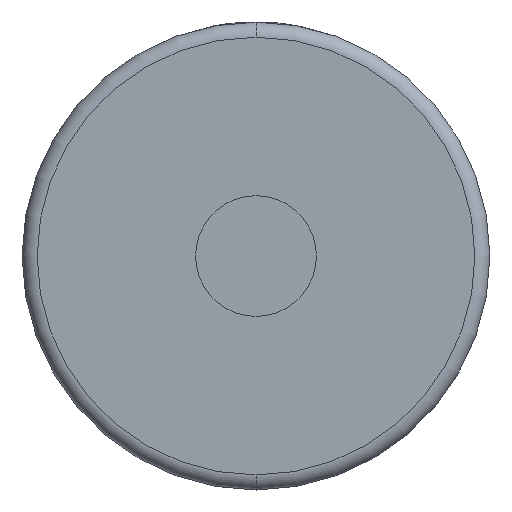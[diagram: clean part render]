
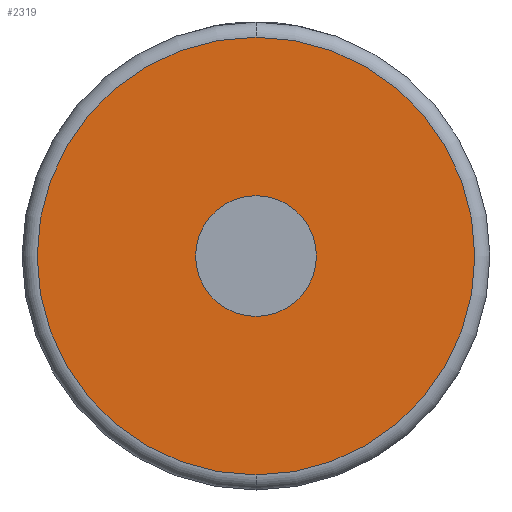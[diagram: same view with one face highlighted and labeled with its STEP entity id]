
A CAD part, front view. The second image highlights one B-rep face of the part: STEP entity #2319.
In plain terms, the highlighted planar face has unit normal (0, -1, 0).
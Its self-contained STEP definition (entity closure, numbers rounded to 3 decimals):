
#29 = FACE_BOUND ( 'NONE', #2738, .T. ) ;
#184 = CIRCLE ( 'NONE', #1708, 14.5 ) ;
#196 = CIRCLE ( 'NONE', #524, 14.5 ) ;
#319 = ORIENTED_EDGE ( 'NONE', *, *, #2851, .T. ) ;
#524 = AXIS2_PLACEMENT_3D ( 'NONE', #2048, #2676, #2236 ) ;
#525 = DIRECTION ( 'NONE',  ( 0., 0., 1. ) ) ;
#588 = CARTESIAN_POINT ( 'NONE',  ( 0., 0., 4. ) ) ;
#646 = FACE_OUTER_BOUND ( 'NONE', #842, .T. ) ;
#656 = AXIS2_PLACEMENT_3D ( 'NONE', #1211, #2804, #525 ) ;
#668 = EDGE_CURVE ( 'NONE', #2545, #2191, #196, .T. ) ;
#842 = EDGE_LOOP ( 'NONE', ( #319, #1979 ) ) ;
#929 = AXIS2_PLACEMENT_3D ( 'NONE', #2948, #2521, #2923 ) ;
#1038 = AXIS2_PLACEMENT_3D ( 'NONE', #2709, #1160, #2334 ) ;
#1094 = VERTEX_POINT ( 'NONE', #2800 ) ;
#1117 = EDGE_CURVE ( 'NONE', #1645, #1094, #2205, .T. ) ;
#1160 = DIRECTION ( 'NONE',  ( 0., -1., 0. ) ) ;
#1211 = CARTESIAN_POINT ( 'NONE',  ( 0., 0., 0. ) ) ;
#1246 = DIRECTION ( 'NONE',  ( 0., 0., 1. ) ) ;
#1466 = ORIENTED_EDGE ( 'NONE', *, *, #1117, .F. ) ;
#1645 = VERTEX_POINT ( 'NONE', #588 ) ;
#1708 = AXIS2_PLACEMENT_3D ( 'NONE', #2157, #2371, #1246 ) ;
#1979 = ORIENTED_EDGE ( 'NONE', *, *, #668, .T. ) ;
#2048 = CARTESIAN_POINT ( 'NONE',  ( 0., 0., 0. ) ) ;
#2157 = CARTESIAN_POINT ( 'NONE',  ( 0., 0., 0. ) ) ;
#2191 = VERTEX_POINT ( 'NONE', #2535 ) ;
#2205 = CIRCLE ( 'NONE', #656, 4. ) ;
#2236 = DIRECTION ( 'NONE',  ( 0., 0., 1. ) ) ;
#2277 = PLANE ( 'NONE',  #929 ) ;
#2291 = CARTESIAN_POINT ( 'NONE',  ( 0., 0., -14.5 ) ) ;
#2319 = ADVANCED_FACE ( 'NONE', ( #646, #29 ), #2277, .F. ) ;
#2334 = DIRECTION ( 'NONE',  ( 0., 0., 1. ) ) ;
#2371 = DIRECTION ( 'NONE',  ( 0., -1., 0. ) ) ;
#2461 = EDGE_CURVE ( 'NONE', #1094, #1645, #2611, .T. ) ;
#2521 = DIRECTION ( 'NONE',  ( 0., 1., 0. ) ) ;
#2535 = CARTESIAN_POINT ( 'NONE',  ( 0., 0., 14.5 ) ) ;
#2545 = VERTEX_POINT ( 'NONE', #2291 ) ;
#2611 = CIRCLE ( 'NONE', #1038, 4. ) ;
#2676 = DIRECTION ( 'NONE',  ( 0., -1., 0. ) ) ;
#2709 = CARTESIAN_POINT ( 'NONE',  ( 0., 0., 0. ) ) ;
#2738 = EDGE_LOOP ( 'NONE', ( #1466, #2750 ) ) ;
#2750 = ORIENTED_EDGE ( 'NONE', *, *, #2461, .F. ) ;
#2800 = CARTESIAN_POINT ( 'NONE',  ( 0., 0., -4. ) ) ;
#2804 = DIRECTION ( 'NONE',  ( 0., -1., 0. ) ) ;
#2851 = EDGE_CURVE ( 'NONE', #2191, #2545, #184, .T. ) ;
#2923 = DIRECTION ( 'NONE',  ( 0., 0., 1. ) ) ;
#2948 = CARTESIAN_POINT ( 'NONE',  ( 0., 0., 0. ) ) ;
